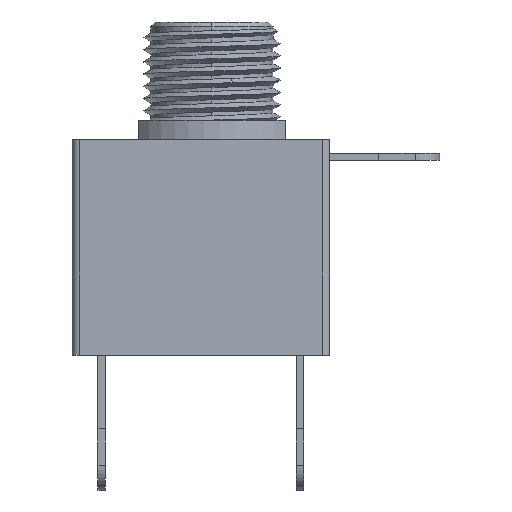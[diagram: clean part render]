
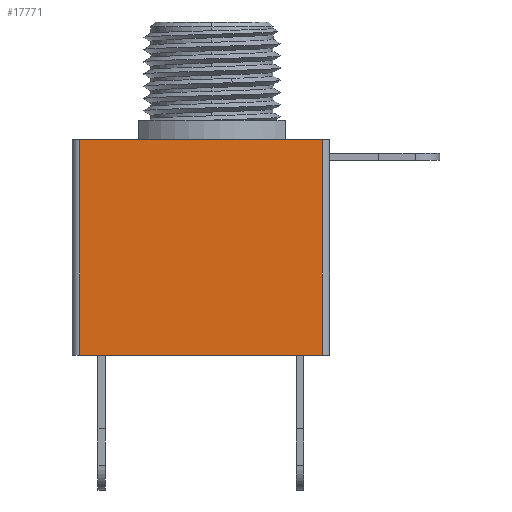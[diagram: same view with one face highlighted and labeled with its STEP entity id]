
A CAD part, left-side view. The second image highlights one B-rep face of the part: STEP entity #17771.
In plain terms, the highlighted planar face has unit normal (-1, 0, 0).
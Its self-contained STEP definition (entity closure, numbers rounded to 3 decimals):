
#65=DIRECTION('',(0.,1.,0.));
#66=VECTOR('',#65,9.9);
#67=CARTESIAN_POINT('',(-4.5,-4.5,0.));
#68=LINE('',#67,#66);
#254=DIRECTION('',(0.,1.,0.));
#255=VECTOR('',#254,9.9);
#256=CARTESIAN_POINT('',(-4.5,-4.5,-8.8));
#257=LINE('',#256,#255);
#5863=DIRECTION('',(0.,0.,-1.));
#5864=VECTOR('',#5863,8.8);
#5865=CARTESIAN_POINT('',(-4.5,-4.5,0.));
#5866=LINE('',#5865,#5864);
#5867=DIRECTION('',(0.,0.,-1.));
#5868=VECTOR('',#5867,8.8);
#5869=CARTESIAN_POINT('',(-4.5,5.4,0.));
#5870=LINE('',#5869,#5868);
#7582=CARTESIAN_POINT('',(-4.5,-4.5,-8.8));
#7584=VERTEX_POINT('',#7582);
#7585=CARTESIAN_POINT('',(-4.5,-4.5,0.));
#7586=VERTEX_POINT('',#7585);
#7589=CARTESIAN_POINT('',(-4.5,5.4,-8.8));
#7591=VERTEX_POINT('',#7589);
#7595=CARTESIAN_POINT('',(-4.5,5.4,0.));
#7596=VERTEX_POINT('',#7595);
#17759=CARTESIAN_POINT('',(-4.5,5.7,0.));
#17760=DIRECTION('',(-1.,0.,0.));
#17761=DIRECTION('',(0.,-1.,0.));
#17762=AXIS2_PLACEMENT_3D('',#17759,#17760,#17761);
#17763=PLANE('',#17762);
#17765=ORIENTED_EDGE('',*,*,#17764,.T.);
#17766=ORIENTED_EDGE('',*,*,#9686,.T.);
#17767=ORIENTED_EDGE('',*,*,#17754,.F.);
#17768=ORIENTED_EDGE('',*,*,#9572,.F.);
#17769=EDGE_LOOP('',(#17765,#17766,#17767,#17768));
#17770=FACE_OUTER_BOUND('',#17769,.F.);
#9572=EDGE_CURVE('',#7586,#7596,#68,.T.);
#9686=EDGE_CURVE('',#7584,#7591,#257,.T.);
#17754=EDGE_CURVE('',#7596,#7591,#5870,.T.);
#17764=EDGE_CURVE('',#7586,#7584,#5866,.T.);
#17771=ADVANCED_FACE('',(#17770),#17763,.T.);
